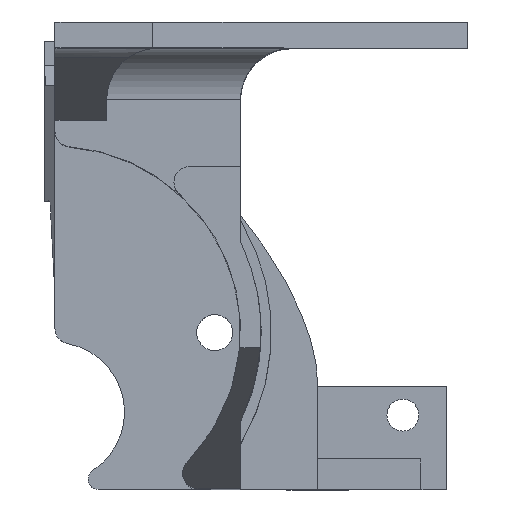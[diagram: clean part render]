
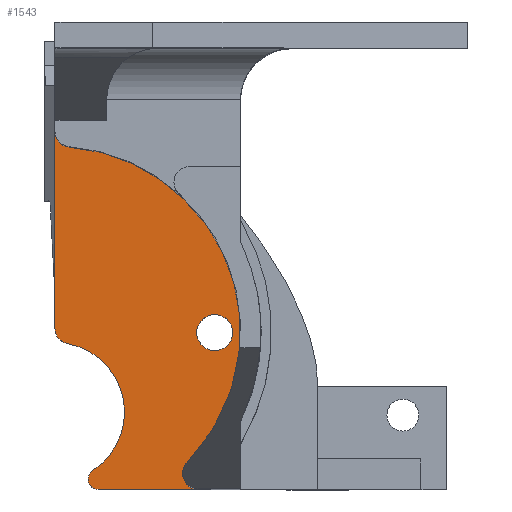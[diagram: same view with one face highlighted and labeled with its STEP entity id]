
A CAD part, top view. The second image highlights one B-rep face of the part: STEP entity #1543.
In plain terms, the highlighted planar face has unit normal (0, 0, 1).
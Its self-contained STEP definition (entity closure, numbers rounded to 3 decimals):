
#8 = DIRECTION ( 'NONE',  ( -1., 0., 0. ) ) ;
#14 = CARTESIAN_POINT ( 'NONE',  ( 1.5, 1.142, 24. ) ) ;
#43 = EDGE_CURVE ( 'NONE', #2848, #1738, #2515, .T. ) ;
#72 = DIRECTION ( 'NONE',  ( 0., 0., -1. ) ) ;
#272 = CARTESIAN_POINT ( 'NONE',  ( 15.5, -18.3, 24. ) ) ;
#303 = CIRCLE ( 'NONE', #2984, 6.75 ) ;
#317 = EDGE_LOOP ( 'NONE', ( #1908, #1728, #1353, #2620, #2751, #2902, #678, #2673, #2314 ) ) ;
#351 = AXIS2_PLACEMENT_3D ( 'NONE', #469, #2023, #1277 ) ;
#366 = DIRECTION ( 'NONE',  ( 0., 0., 1. ) ) ;
#368 = CARTESIAN_POINT ( 'NONE',  ( 0., 1.142, 24. ) ) ;
#401 = CIRCLE ( 'NONE', #1982, 1. ) ;
#469 = CARTESIAN_POINT ( 'NONE',  ( 13.877, -32., 24. ) ) ;
#472 = CIRCLE ( 'NONE', #941, 1.75 ) ;
#597 = CARTESIAN_POINT ( 'NONE',  ( 1.227, -19.363, 24. ) ) ;
#607 = CIRCLE ( 'NONE', #696, 1.5 ) ;
#678 = ORIENTED_EDGE ( 'NONE', *, *, #1927, .T. ) ;
#696 = AXIS2_PLACEMENT_3D ( 'NONE', #14, #72, #1595 ) ;
#730 = VECTOR ( 'NONE', #1330, 1000. ) ;
#736 = CARTESIAN_POINT ( 'NONE',  ( 4.22, -32.5, 24. ) ) ;
#807 = CARTESIAN_POINT ( 'NONE',  ( 3.22, -32.5, 24. ) ) ;
#901 = CIRCLE ( 'NONE', #2641, 1.75 ) ;
#913 = CARTESIAN_POINT ( 'NONE',  ( 15.5, -18.3, 24. ) ) ;
#917 = EDGE_CURVE ( 'NONE', #1216, #2543, #1712, .T. ) ;
#941 = AXIS2_PLACEMENT_3D ( 'NONE', #272, #1820, #2085 ) ;
#965 = EDGE_CURVE ( 'NONE', #1861, #3302, #472, .T. ) ;
#981 = DIRECTION ( 'NONE',  ( 0., 0., 1. ) ) ;
#1030 = CARTESIAN_POINT ( 'NONE',  ( 0., -33.5, 24. ) ) ;
#1104 = CARTESIAN_POINT ( 'NONE',  ( 12.627, -32.83, 24. ) ) ;
#1143 = EDGE_CURVE ( 'NONE', #3307, #1773, #1237, .T. ) ;
#1174 = DIRECTION ( 'NONE',  ( 1., 0., 0. ) ) ;
#1212 = CARTESIAN_POINT ( 'NONE',  ( 13.75, -18.3, 24. ) ) ;
#1216 = VERTEX_POINT ( 'NONE', #3052 ) ;
#1237 = LINE ( 'NONE', #1030, #1356 ) ;
#1277 = DIRECTION ( 'NONE',  ( 1., 0., 0. ) ) ;
#1330 = DIRECTION ( 'NONE',  ( 0., -1., 0. ) ) ;
#1353 = ORIENTED_EDGE ( 'NONE', *, *, #2608, .T. ) ;
#1356 = VECTOR ( 'NONE', #8, 1000. ) ;
#1379 = DIRECTION ( 'NONE',  ( 1., 0., 0. ) ) ;
#1391 = VERTEX_POINT ( 'NONE', #2943 ) ;
#1410 = DIRECTION ( 'NONE',  ( 1., 0., 0. ) ) ;
#1480 = CARTESIAN_POINT ( 'NONE',  ( 0., -26., 24. ) ) ;
#1481 = CIRCLE ( 'NONE', #2230, 19.25 ) ;
#1521 = FACE_BOUND ( 'NONE', #2017, .T. ) ;
#1533 = AXIS2_PLACEMENT_3D ( 'NONE', #1931, #1942, #1174 ) ;
#1543 = ADVANCED_FACE ( 'NONE', ( #1521, #1681 ), #1678, .T. ) ;
#1595 = DIRECTION ( 'NONE',  ( 1., 0., 0. ) ) ;
#1596 = AXIS2_PLACEMENT_3D ( 'NONE', #736, #981, #3011 ) ;
#1657 = DIRECTION ( 'NONE',  ( 1., 0., 0. ) ) ;
#1678 = PLANE ( 'NONE',  #1533 ) ;
#1681 = FACE_OUTER_BOUND ( 'NONE', #317, .T. ) ;
#1712 = CIRCLE ( 'NONE', #1596, 1. ) ;
#1728 = ORIENTED_EDGE ( 'NONE', *, *, #917, .T. ) ;
#1738 = VERTEX_POINT ( 'NONE', #2516 ) ;
#1773 = VERTEX_POINT ( 'NONE', #2284 ) ;
#1812 = CARTESIAN_POINT ( 'NONE',  ( 4.22, -32.5, 24. ) ) ;
#1820 = DIRECTION ( 'NONE',  ( 0., 0., 1. ) ) ;
#1835 = CARTESIAN_POINT ( 'NONE',  ( 0., 0., 24. ) ) ;
#1842 = CIRCLE ( 'NONE', #351, 1.5 ) ;
#1843 = CARTESIAN_POINT ( 'NONE',  ( 0., -18.3, 24. ) ) ;
#1861 = VERTEX_POINT ( 'NONE', #2823 ) ;
#1908 = ORIENTED_EDGE ( 'NONE', *, *, #2341, .F. ) ;
#1927 = EDGE_CURVE ( 'NONE', #1391, #2848, #607, .T. ) ;
#1931 = CARTESIAN_POINT ( 'NONE',  ( 0., 0., 24. ) ) ;
#1942 = DIRECTION ( 'NONE',  ( 0., 0., 1. ) ) ;
#1955 = EDGE_CURVE ( 'NONE', #2982, #1391, #1481, .T. ) ;
#1982 = AXIS2_PLACEMENT_3D ( 'NONE', #1812, #3074, #2112 ) ;
#1990 = DIRECTION ( 'NONE',  ( 0., 0., 1. ) ) ;
#2017 = EDGE_LOOP ( 'NONE', ( #2238, #3094 ) ) ;
#2023 = DIRECTION ( 'NONE',  ( 0., 0., -1. ) ) ;
#2044 = AXIS2_PLACEMENT_3D ( 'NONE', #2434, #366, #1657 ) ;
#2085 = DIRECTION ( 'NONE',  ( 1., 0., 0. ) ) ;
#2112 = DIRECTION ( 'NONE',  ( 1., 0., 0. ) ) ;
#2148 = EDGE_CURVE ( 'NONE', #1738, #3057, #2921, .T. ) ;
#2230 = AXIS2_PLACEMENT_3D ( 'NONE', #1843, #2873, #1379 ) ;
#2238 = ORIENTED_EDGE ( 'NONE', *, *, #3143, .F. ) ;
#2284 = CARTESIAN_POINT ( 'NONE',  ( 4.22, -33.5, 24. ) ) ;
#2314 = ORIENTED_EDGE ( 'NONE', *, *, #2148, .T. ) ;
#2341 = EDGE_CURVE ( 'NONE', #1216, #3057, #303, .T. ) ;
#2423 = DIRECTION ( 'NONE',  ( 0., 0., 1. ) ) ;
#2434 = CARTESIAN_POINT ( 'NONE',  ( 1.5, -17.888, 24. ) ) ;
#2515 = LINE ( 'NONE', #1835, #730 ) ;
#2516 = CARTESIAN_POINT ( 'NONE',  ( 0., -17.888, 24. ) ) ;
#2524 = EDGE_CURVE ( 'NONE', #3307, #2982, #1842, .T. ) ;
#2543 = VERTEX_POINT ( 'NONE', #807 ) ;
#2608 = EDGE_CURVE ( 'NONE', #2543, #1773, #401, .T. ) ;
#2620 = ORIENTED_EDGE ( 'NONE', *, *, #1143, .F. ) ;
#2641 = AXIS2_PLACEMENT_3D ( 'NONE', #913, #2423, #1410 ) ;
#2673 = ORIENTED_EDGE ( 'NONE', *, *, #43, .T. ) ;
#2751 = ORIENTED_EDGE ( 'NONE', *, *, #2524, .T. ) ;
#2768 = CARTESIAN_POINT ( 'NONE',  ( 13.877, -33.5, 24. ) ) ;
#2823 = CARTESIAN_POINT ( 'NONE',  ( 17.25, -18.3, 24. ) ) ;
#2848 = VERTEX_POINT ( 'NONE', #368 ) ;
#2873 = DIRECTION ( 'NONE',  ( 0., 0., 1. ) ) ;
#2902 = ORIENTED_EDGE ( 'NONE', *, *, #1955, .T. ) ;
#2921 = CIRCLE ( 'NONE', #2044, 1.5 ) ;
#2943 = CARTESIAN_POINT ( 'NONE',  ( 0.012, 0.95, 24. ) ) ;
#2982 = VERTEX_POINT ( 'NONE', #1104 ) ;
#2984 = AXIS2_PLACEMENT_3D ( 'NONE', #1480, #1990, #3248 ) ;
#3011 = DIRECTION ( 'NONE',  ( 1., 0., 0. ) ) ;
#3052 = CARTESIAN_POINT ( 'NONE',  ( 3.676, -31.661, 24. ) ) ;
#3057 = VERTEX_POINT ( 'NONE', #597 ) ;
#3074 = DIRECTION ( 'NONE',  ( 0., 0., 1. ) ) ;
#3094 = ORIENTED_EDGE ( 'NONE', *, *, #965, .F. ) ;
#3143 = EDGE_CURVE ( 'NONE', #3302, #1861, #901, .T. ) ;
#3248 = DIRECTION ( 'NONE',  ( 1., 0., 0. ) ) ;
#3302 = VERTEX_POINT ( 'NONE', #1212 ) ;
#3307 = VERTEX_POINT ( 'NONE', #2768 ) ;
